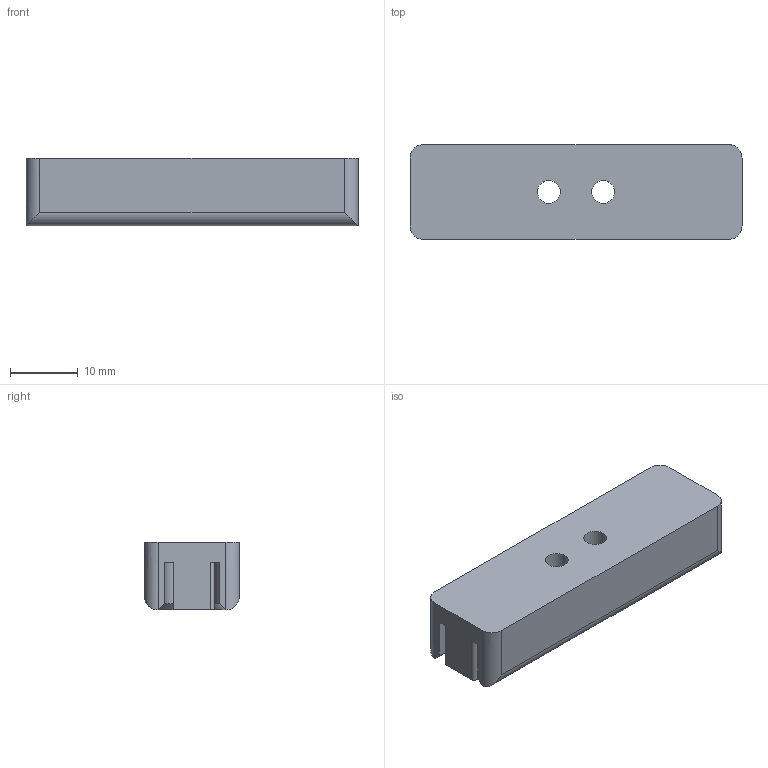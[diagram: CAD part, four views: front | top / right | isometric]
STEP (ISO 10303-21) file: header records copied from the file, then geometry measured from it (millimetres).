
FILE_DESCRIPTION(('FreeCAD Model'),'2;1');
FILE_NAME( 'X Belt Clip.step', '2017-05-26T12:26:51',('Ax Smith-Laffin'),('AxMod Box Mods Limited'), 'Open CASCADE STEP processor 6.8','FreeCAD','Unknown');
FILE_SCHEMA(('AUTOMOTIVE_DESIGN_CC2 { 1 2 10303 214 -1 1 5 4 }'));
Length unit declared in the file: millimetre
Products named in the file (1): X_Belt_Clip
Bounding box: 49 x 14 x 10 mm (x, y, z)
Volume: 5768.1 mm3; surface area: 3709.5 mm2
Topology: 1 solids, 1 shells, 60 faces, 160 edges, 104 vertices
Faces by surface type: plane 32, cylinder 26, cone 2
Full cylindrical faces by diameter (mm): 3.4 x2, 6 x2
Entity records: 4097 total; most frequent: CARTESIAN_POINT 873, DIRECTION 610, LINE 370, VECTOR 370, ORIENTED_EDGE 320, PCURVE 320, DEFINITIONAL_REPRESENTATION 320, EDGE_CURVE 160
